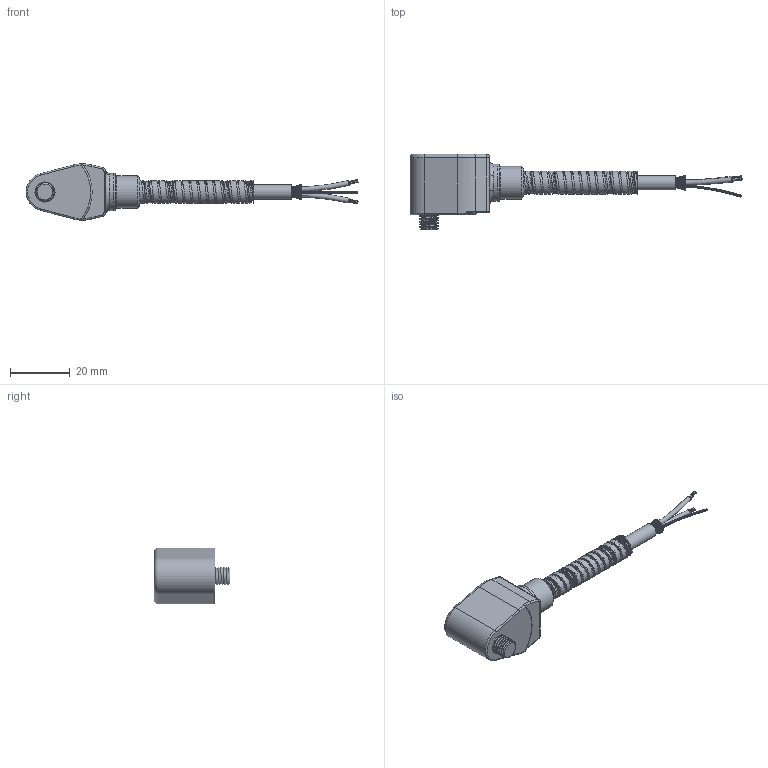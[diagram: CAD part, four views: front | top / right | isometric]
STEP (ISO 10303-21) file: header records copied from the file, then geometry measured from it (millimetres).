
FILE_DESCRIPTION(/* description */ ('MULTIPURPOSE, miniMIL ACCELEROMETER, SIDE EXIT ARMORED INTEGRAL CABLE, 100 mV/g, M6x1 CAPTIVE BOLT'),/* implementation_level */ '2;1');
FILE_NAME(/* name */ 'MASTER_TEARDROP_ARMOR_LARGE.stp',/* time_stamp */ '2021-05-28T08:41:04-04:00',/* author */ ('lcup'),/* organization */ (''),/* preprocessor_version */ 'ST-DEVELOPER v18',/* originating_system */ 'Autodesk Inventor 2020',/* authorisation */ '');
FILE_SCHEMA (('AUTOMOTIVE_DESIGN { 1 0 10303 214 3 1 1 }'));
Length unit declared in the file: inch
Products named in the file (17): AC144-1A-04; ACP42015; ACP32099; ACP32107; ACP32193; ACP32271; ACP50051; ACP32143; ACA10161; ACP32097; ACP32095; ACP32096; ACP32221; ACP32098; ACP50149; CBP10517; CBP10099
Assembly tree (17 placements, depth 3):
  AC144-1A-04
    ACP42015
    ACP32099
    ACP32107
    ACP32193
      ACP32271
      ACP50051  x2
    ACP32143
    ACA10161
      ACP32097
      ACP32095
      ACP32096
      ACP32221
      ACP32098
    ACP50149
    CBP10517
    CBP10099
Bounding box: 111.12 x 25.4 x 18.88 mm (x, y, z)
Volume: 9336.9 mm3; surface area: 13354.3 mm2
Topology: 19 solids, 19 shells, 1211 faces, 4188 edges, 2616 vertices
Faces by surface type: bspline 501, plane 332, cylinder 295, torus 67, cone 14, sphere 2
Full cylindrical faces by diameter (mm): 0.127 x19, 0.203 x38, 0.635 x1, 1.016 x2, 1.27 x2, 2.032 x4, 3.581 x1, 3.81 x1, 4.064 x1, 4.319 x1, 4.826 x1, 4.953 x1, 5.105 x1, 5.359 x1, 5.537 x18, 5.588 x3, 5.994 x2, 6.096 x17, 6.223 x17, 6.35 x10, 6.706 x2, 6.756 x1, 7.01 x13, 7.137 x19, 7.62 x1, 7.696 x18, 7.938 x1, 8.179 x1, 8.865 x2, 9.195 x2
Entity records: 84274 total; most frequent: CARTESIAN_POINT 50790, ORIENTED_EDGE 8284, DIRECTION 5190, EDGE_CURVE 4142, VERTEX_POINT 2612, AXIS2_PLACEMENT_3D 2365, B_SPLINE_CURVE_WITH_KNOTS 2004, CIRCLE 1614
